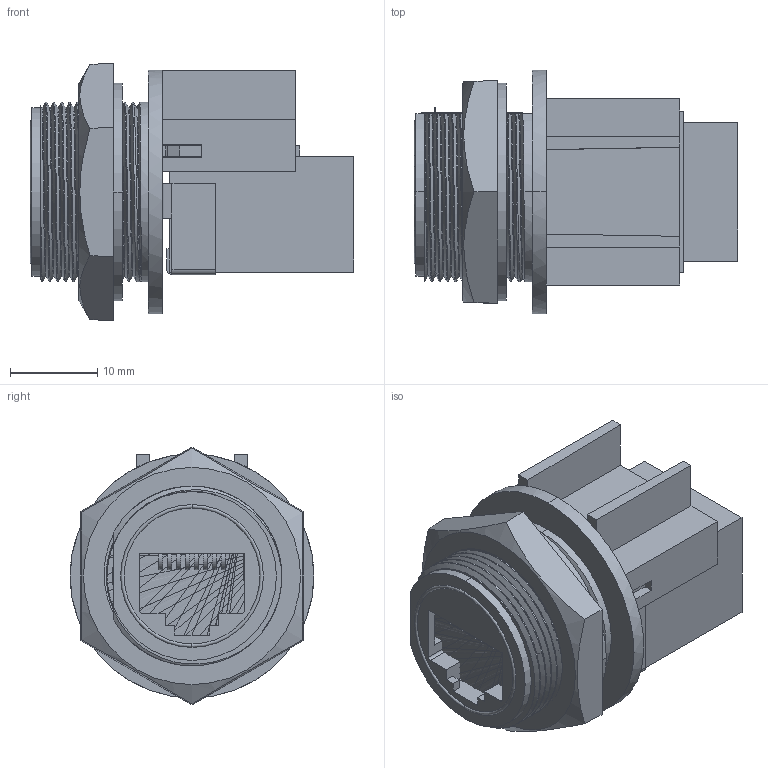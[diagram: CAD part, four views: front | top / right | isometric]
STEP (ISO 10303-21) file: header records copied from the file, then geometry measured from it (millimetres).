
FILE_DESCRIPTION (( 'STEP AP203' ), '1' );
FILE_NAME ('P465.STEP', '2020-04-16T01:59:59', ( 'edpusr' ), ( 'Microsoft' ), 'SwSTEP 2.0', 'SolidWorks 2015', '' );
FILE_SCHEMA (( 'CONFIG_CONTROL_DESIGN' ));
Length unit declared in the file: millimetre
Products named in the file (1): P465
Bounding box: 37.2 x 28 x 29.56 mm (x, y, z)
Surface area: 11250.2 mm2 (no closed solid volume)
Topology: 0 solids, 7 shells, 874 faces, 2458 edges, 1630 vertices
Faces by surface type: plane 451, bspline 231, cylinder 182, cone 8, torus 2
Entity records: 50796 total; most frequent: CARTESIAN_POINT 29923, ORIENTED_EDGE 4906, DIRECTION 3305, EDGE_CURVE 2454, VERTEX_POINT 1628, LINE 1429, VECTOR 1429, EDGE_LOOP 967
